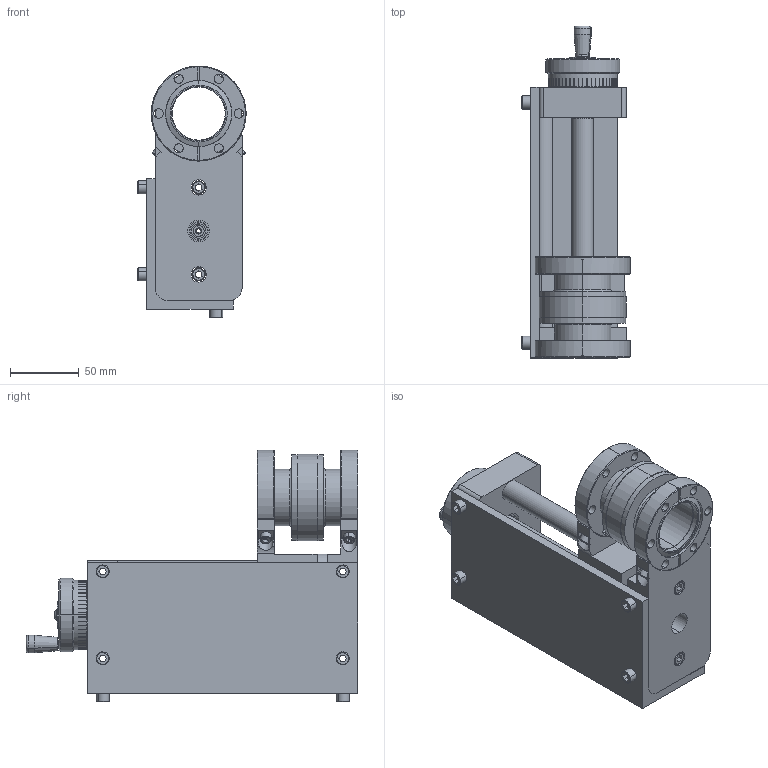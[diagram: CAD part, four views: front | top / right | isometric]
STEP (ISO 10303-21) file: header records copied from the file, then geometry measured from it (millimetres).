
FILE_DESCRIPTION (( 'STEP AP214' ), '1' );
FILE_NAME ('BLT27S-04, 10009953.STEP', '2016-02-11T15:53:31', ( 'jvatsvog' ), ( 'Microsoft' ), 'SwSTEP 2.0', 'SolidWorks 2014', '' );
FILE_SCHEMA (( 'AUTOMOTIVE_DESIGN' ));
Length unit declared in the file: inch
Products named in the file (1): BLT27S-04, 10009953
Bounding box: 79.12 x 242.28 x 183.9 mm (x, y, z)
Surface area: 196249.9 mm2 (no closed solid volume)
Topology: 0 solids, 40 shells, 427 faces, 1453 edges, 1068 vertices
Faces by surface type: plane 201, cylinder 170, cone 48, torus 8
Entity records: 22343 total; most frequent: CARTESIAN_POINT 3785, DIRECTION 2873, ORIENTED_EDGE 2310, EDGE_CURVE 1453, VERTEX_POINT 1068, AXIS2_PLACEMENT_3D 1038, VECTOR 797, LINE 797
